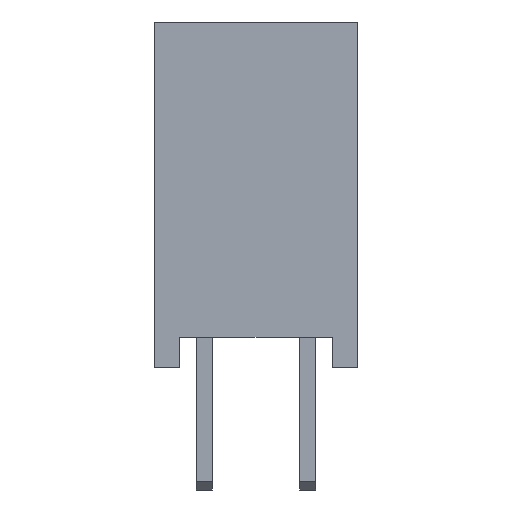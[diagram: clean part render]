
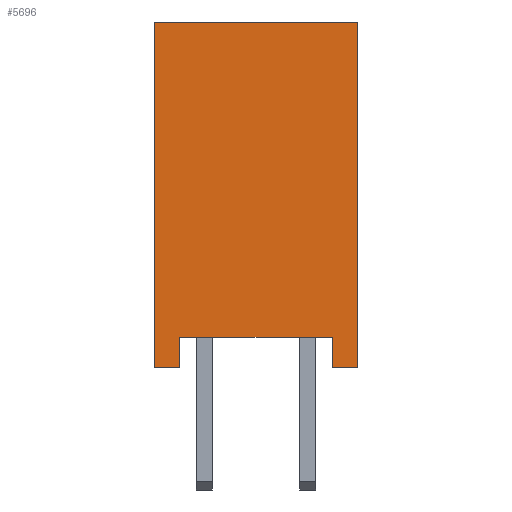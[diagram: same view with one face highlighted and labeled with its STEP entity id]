
A CAD part, front view. The second image highlights one B-rep face of the part: STEP entity #5696.
In plain terms, the highlighted planar face has unit normal (0, -1, 0).
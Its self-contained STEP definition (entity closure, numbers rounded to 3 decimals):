
#112=FACE_OUTER_BOUND('',#466,.T.);
#466=EDGE_LOOP('',(#3865,#3866,#3867,#3868,#3869,#3870,#3871,#3872));
#853=LINE('',#8027,#1653);
#877=LINE('',#8079,#1677);
#878=LINE('',#8081,#1678);
#879=LINE('',#8083,#1679);
#880=LINE('',#8085,#1680);
#881=LINE('',#8087,#1681);
#882=LINE('',#8088,#1682);
#883=LINE('',#8089,#1683);
#1653=VECTOR('',#6506,10.);
#1677=VECTOR('',#6556,10.);
#1678=VECTOR('',#6557,10.);
#1679=VECTOR('',#6558,10.);
#1680=VECTOR('',#6559,10.);
#1681=VECTOR('',#6560,10.);
#1682=VECTOR('',#6561,10.);
#1683=VECTOR('',#6562,10.);
#2432=VERTEX_POINT('',#8020);
#2435=VERTEX_POINT('',#8025);
#2449=VERTEX_POINT('',#8077);
#2450=VERTEX_POINT('',#8078);
#2451=VERTEX_POINT('',#8080);
#2452=VERTEX_POINT('',#8082);
#2453=VERTEX_POINT('',#8084);
#2454=VERTEX_POINT('',#8086);
#2965=EDGE_CURVE('',#2432,#2435,#853,.T.);
#2989=EDGE_CURVE('',#2449,#2450,#877,.T.);
#2990=EDGE_CURVE('',#2450,#2451,#878,.T.);
#2991=EDGE_CURVE('',#2451,#2452,#879,.T.);
#2992=EDGE_CURVE('',#2452,#2453,#880,.T.);
#2993=EDGE_CURVE('',#2453,#2454,#881,.T.);
#2994=EDGE_CURVE('',#2454,#2432,#882,.T.);
#2995=EDGE_CURVE('',#2435,#2449,#883,.T.);
#3865=ORIENTED_EDGE('',*,*,#2989,.T.);
#3866=ORIENTED_EDGE('',*,*,#2990,.T.);
#3867=ORIENTED_EDGE('',*,*,#2991,.T.);
#3868=ORIENTED_EDGE('',*,*,#2992,.T.);
#3869=ORIENTED_EDGE('',*,*,#2993,.T.);
#3870=ORIENTED_EDGE('',*,*,#2994,.T.);
#3871=ORIENTED_EDGE('',*,*,#2965,.T.);
#3872=ORIENTED_EDGE('',*,*,#2995,.T.);
#5344=PLANE('',#6085);
#5696=ADVANCED_FACE('',(#112),#5344,.T.);
#6085=AXIS2_PLACEMENT_3D('',#8076,#6554,#6555);
#6506=DIRECTION('',(-1.,0.,0.));
#6554=DIRECTION('center_axis',(0.,-1.,0.));
#6555=DIRECTION('ref_axis',(0.,0.,-1.));
#6556=DIRECTION('',(1.,0.,0.));
#6557=DIRECTION('',(0.,0.,1.));
#6558=DIRECTION('',(1.,0.,0.));
#6559=DIRECTION('',(0.,0.,-1.));
#6560=DIRECTION('',(1.,0.,0.));
#6561=DIRECTION('',(0.,0.,1.));
#6562=DIRECTION('',(0.,0.,-1.));
#8020=CARTESIAN_POINT('',(2.5,-10.16,8.5));
#8025=CARTESIAN_POINT('',(-2.5,-10.16,8.5));
#8027=CARTESIAN_POINT('',(-2.5,-10.16,8.5));
#8076=CARTESIAN_POINT('Origin',(0.,-10.16,4.25));
#8077=CARTESIAN_POINT('',(-2.5,-10.16,0.));
#8078=CARTESIAN_POINT('',(-1.875,-10.16,0.));
#8079=CARTESIAN_POINT('',(-1.875,-10.16,0.));
#8080=CARTESIAN_POINT('',(-1.875,-10.16,0.75));
#8081=CARTESIAN_POINT('',(-1.875,-10.16,0.));
#8082=CARTESIAN_POINT('',(1.875,-10.16,0.75));
#8083=CARTESIAN_POINT('',(-1.875,-10.16,0.75));
#8084=CARTESIAN_POINT('',(1.875,-10.16,0.));
#8085=CARTESIAN_POINT('',(1.875,-10.16,0.));
#8086=CARTESIAN_POINT('',(2.5,-10.16,0.));
#8087=CARTESIAN_POINT('',(1.875,-10.16,0.));
#8088=CARTESIAN_POINT('',(2.5,-10.16,8.5));
#8089=CARTESIAN_POINT('',(-2.5,-10.16,0.));
